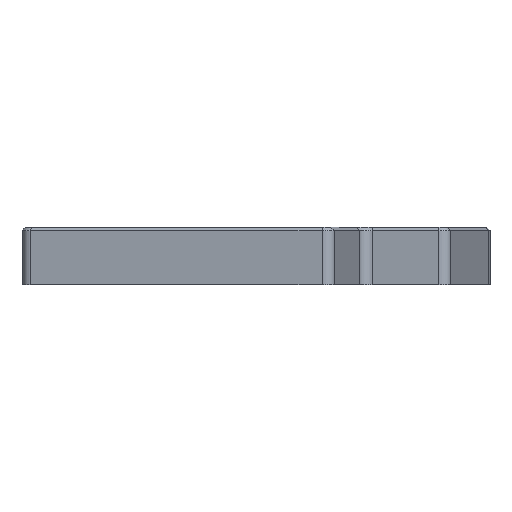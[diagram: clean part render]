
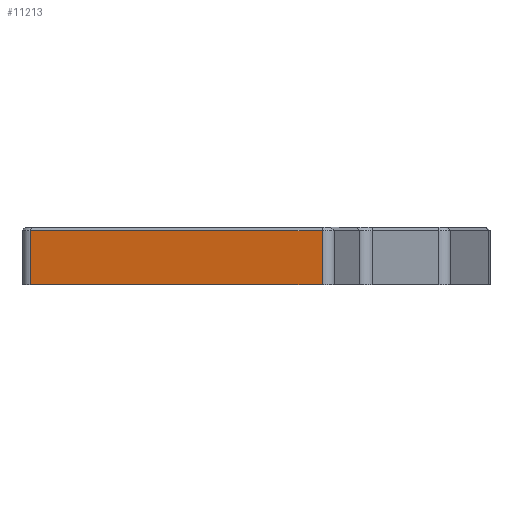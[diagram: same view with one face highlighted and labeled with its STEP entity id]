
A CAD part, left-side view. The second image highlights one B-rep face of the part: STEP entity #11213.
In plain terms, the highlighted planar face has unit normal (-0.985, 0.173, 0).
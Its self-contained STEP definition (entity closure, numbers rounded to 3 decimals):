
#150=PLANE('',#11978);
#711=FACE_OUTER_BOUND('',#1336,.T.);
#1336=EDGE_LOOP('',(#9281,#9282,#9283,#9284));
#3052=LINE('',#34940,#3766);
#3066=LINE('',#34977,#3780);
#3067=LINE('',#34981,#3781);
#3068=LINE('',#34982,#3782);
#3766=VECTOR('',#13979,10.);
#3780=VECTOR('',#14019,10.);
#3781=VECTOR('',#14024,10.);
#3782=VECTOR('',#14025,10.);
#4888=VERTEX_POINT('',#34856);
#4908=VERTEX_POINT('',#34936);
#4918=VERTEX_POINT('',#34976);
#4919=VERTEX_POINT('',#34980);
#6494=EDGE_CURVE('',#4888,#4908,#3052,.T.);
#6512=EDGE_CURVE('',#4908,#4918,#3066,.T.);
#6514=EDGE_CURVE('',#4919,#4888,#3067,.T.);
#6515=EDGE_CURVE('',#4918,#4919,#3068,.T.);
#9281=ORIENTED_EDGE('',*,*,#6494,.F.);
#9282=ORIENTED_EDGE('',*,*,#6514,.F.);
#9283=ORIENTED_EDGE('',*,*,#6515,.F.);
#9284=ORIENTED_EDGE('',*,*,#6512,.F.);
#11213=ADVANCED_FACE('',(#711),#150,.T.);
#11978=AXIS2_PLACEMENT_3D('',#34979,#14022,#14023);
#13979=DIRECTION('',(-0.173,-0.985,0.));
#14019=DIRECTION('',(0.,0.,-1.));
#14022=DIRECTION('center_axis',(-0.985,0.173,0.));
#14023=DIRECTION('ref_axis',(-0.173,-0.985,0.));
#14024=DIRECTION('',(0.,0.,1.));
#14025=DIRECTION('',(0.173,0.985,0.));
#34856=CARTESIAN_POINT('',(-22.735,-4.742,13.4));
#34936=CARTESIAN_POINT('',(-37.263,-87.425,13.4));
#34940=CARTESIAN_POINT('',(-26.379,-25.482,13.4));
#34976=CARTESIAN_POINT('',(-37.263,-87.425,-2.));
#34977=CARTESIAN_POINT('',(-37.263,-87.425,6.6));
#34979=CARTESIAN_POINT('Origin',(-22.262,-2.053,6.6));
#34980=CARTESIAN_POINT('',(-22.735,-4.742,-2.));
#34981=CARTESIAN_POINT('',(-22.735,-4.742,6.6));
#34982=CARTESIAN_POINT('',(-37.782,-90.376,-2.));
